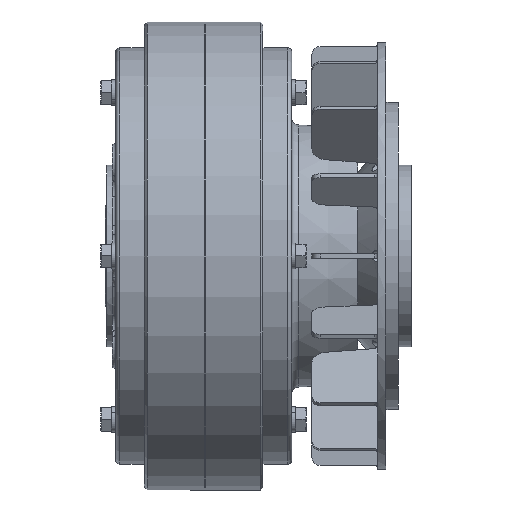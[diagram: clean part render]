
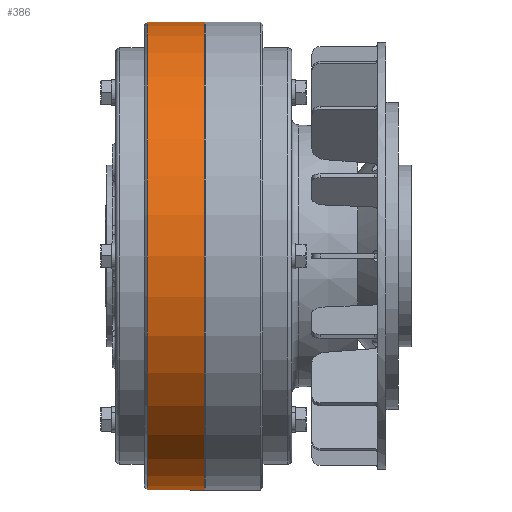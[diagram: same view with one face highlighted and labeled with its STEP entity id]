
A CAD part, front view. The second image highlights one B-rep face of the part: STEP entity #386.
In plain terms, the highlighted cylindrical face has radius 167.5 mm (diameter 335 mm), a partial arc.
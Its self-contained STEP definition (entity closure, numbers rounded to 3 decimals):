
#386 = ADVANCED_FACE ( 'NONE', ( #13603 ), #15409, .T. ) ;
#823 = AXIS2_PLACEMENT_3D ( 'NONE', #4698, #18085, #16520 ) ;
#1301 = DIRECTION ( 'NONE',  ( 1., 0., 0. ) ) ;
#1469 = EDGE_CURVE ( 'NONE', #2561, #18067, #1905, .T. ) ;
#1905 = CIRCLE ( 'NONE', #823, 167.5 ) ;
#2069 = DIRECTION ( 'NONE',  ( 1., 0., 0. ) ) ;
#2561 = VERTEX_POINT ( 'NONE', #4400 ) ;
#3854 = CARTESIAN_POINT ( 'NONE',  ( 10., 0., 167.5 ) ) ;
#4400 = CARTESIAN_POINT ( 'NONE',  ( -147.51, 0., 167.5 ) ) ;
#4698 = CARTESIAN_POINT ( 'NONE',  ( -147.51, 0., 0. ) ) ;
#4721 = EDGE_LOOP ( 'NONE', ( #13741, #18285, #21293, #12191 ) ) ;
#5138 = DIRECTION ( 'NONE',  ( 0., 0., -1. ) ) ;
#7061 = EDGE_CURVE ( 'NONE', #12326, #18067, #12009, .T. ) ;
#7394 = AXIS2_PLACEMENT_3D ( 'NONE', #14648, #19571, #16350 ) ;
#7630 = CIRCLE ( 'NONE', #7394, 167.5 ) ;
#8183 = EDGE_CURVE ( 'NONE', #9164, #2561, #12769, .T. ) ;
#8624 = CARTESIAN_POINT ( 'NONE',  ( -189., 0., 167.5 ) ) ;
#9164 = VERTEX_POINT ( 'NONE', #8624 ) ;
#12009 = LINE ( 'NONE', #20807, #19689 ) ;
#12191 = ORIENTED_EDGE ( 'NONE', *, *, #1469, .F. ) ;
#12326 = VERTEX_POINT ( 'NONE', #12830 ) ;
#12769 = LINE ( 'NONE', #3854, #16423 ) ;
#12830 = CARTESIAN_POINT ( 'NONE',  ( -189., 0., -167.5 ) ) ;
#13157 = CARTESIAN_POINT ( 'NONE',  ( 10., 0., 0. ) ) ;
#13603 = FACE_OUTER_BOUND ( 'NONE', #4721, .T. ) ;
#13741 = ORIENTED_EDGE ( 'NONE', *, *, #8183, .F. ) ;
#13812 = DIRECTION ( 'NONE',  ( 1., 0., 0. ) ) ;
#14648 = CARTESIAN_POINT ( 'NONE',  ( -189., 0., 0. ) ) ;
#15409 = CYLINDRICAL_SURFACE ( 'NONE', #18077, 167.5 ) ;
#16350 = DIRECTION ( 'NONE',  ( 0., 0., -1. ) ) ;
#16423 = VECTOR ( 'NONE', #2069, 1000. ) ;
#16520 = DIRECTION ( 'NONE',  ( 0., 0., -1. ) ) ;
#16673 = EDGE_CURVE ( 'NONE', #9164, #12326, #7630, .T. ) ;
#17672 = CARTESIAN_POINT ( 'NONE',  ( -147.51, 0., -167.5 ) ) ;
#18067 = VERTEX_POINT ( 'NONE', #17672 ) ;
#18077 = AXIS2_PLACEMENT_3D ( 'NONE', #13157, #1301, #5138 ) ;
#18085 = DIRECTION ( 'NONE',  ( 1., 0., 0. ) ) ;
#18285 = ORIENTED_EDGE ( 'NONE', *, *, #16673, .T. ) ;
#19571 = DIRECTION ( 'NONE',  ( 1., 0., 0. ) ) ;
#19689 = VECTOR ( 'NONE', #13812, 1000. ) ;
#20807 = CARTESIAN_POINT ( 'NONE',  ( 10., 0., -167.5 ) ) ;
#21293 = ORIENTED_EDGE ( 'NONE', *, *, #7061, .T. ) ;
